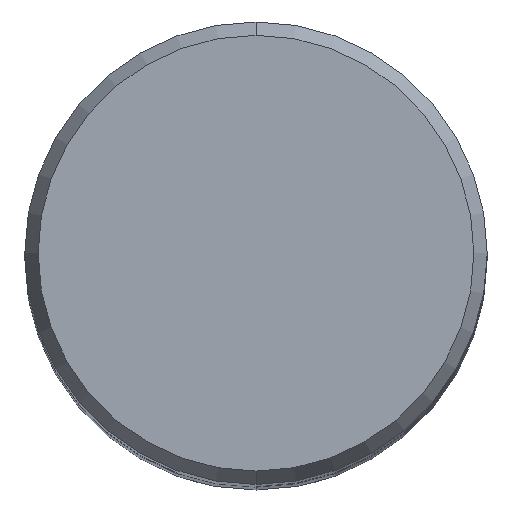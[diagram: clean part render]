
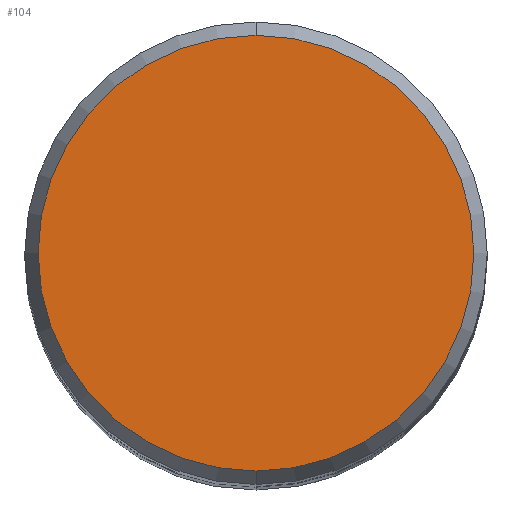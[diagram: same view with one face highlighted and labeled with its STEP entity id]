
A CAD part, top view. The second image highlights one B-rep face of the part: STEP entity #104.
In plain terms, the highlighted planar face has unit normal (0, 0, 1).
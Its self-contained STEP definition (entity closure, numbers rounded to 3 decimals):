
#104=ADVANCED_FACE('',(#231),#232,.T.);
#116=VERTEX_POINT('',#247);
#124=VERTEX_POINT('',#255);
#126=EDGE_CURVE('',#124,#116,#257,.T.);
#182=EDGE_CURVE('',#116,#124,#322,.T.);
#231=FACE_OUTER_BOUND('',#364,.T.);
#232=PLANE('',#365);
#247=CARTESIAN_POINT('',(0.0,7.479,0.01));
#255=CARTESIAN_POINT('',(0.,-7.479,0.01));
#257=CIRCLE('',#395,7.479);
#322=CIRCLE('',#478,7.479);
#364=EDGE_LOOP('',(#515,#516));
#365=AXIS2_PLACEMENT_3D('',#517,#518,#519);
#395=AXIS2_PLACEMENT_3D('',#551,#552,#553);
#478=AXIS2_PLACEMENT_3D('',#642,#643,#644);
#515=ORIENTED_EDGE('',*,*,#182,.F.);
#516=ORIENTED_EDGE('',*,*,#126,.F.);
#517=CARTESIAN_POINT('',(0.0,3.74,0.01));
#518=DIRECTION('',(-0.0,0.0,1.0));
#519=DIRECTION('',(0.0,-1.0,0.0));
#551=CARTESIAN_POINT('',(0.0,0.0,0.01));
#552=DIRECTION('',(0.0,0.0,-1.0));
#553=DIRECTION('',(0.0,1.0,0.0));
#642=CARTESIAN_POINT('',(0.0,0.0,0.01));
#643=DIRECTION('',(0.0,0.0,-1.0));
#644=DIRECTION('',(0.0,1.0,0.0));
